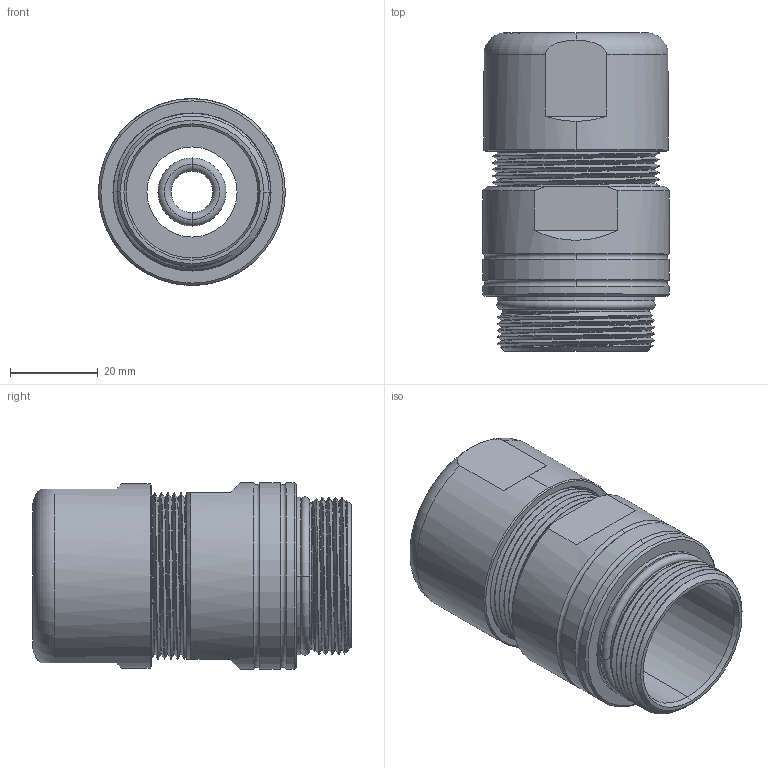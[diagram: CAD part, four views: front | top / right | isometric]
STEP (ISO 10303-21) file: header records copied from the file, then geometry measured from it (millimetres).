
FILE_DESCRIPTION((''),'2;1');
FILE_NAME('M0159','2016-08-01T',('drack.xie'),(''),'PRO/ENGINEER BY PARAMETRIC TECHNOLOGY CORPORATION, 2012230','PRO/ENGINEER BY PARAMETRIC TECHNOLOGY CORPORATION, 2012230','');
FILE_SCHEMA(('CONFIG_CONTROL_DESIGN'));
Length unit declared in the file: millimetre
Products named in the file (1): M0159
Bounding box: 42.5 x 72.5 x 42.5 mm (x, y, z)
Volume: 47237 mm3; surface area: 33329.1 mm2
Topology: 2 solids, 3 shells, 381 faces, 1077 edges, 688 vertices
Faces by surface type: cylinder 149, plane 113, cone 48, torus 44, bspline 27
Entity records: 21809 total; most frequent: CARTESIAN_POINT 12102, ORIENTED_EDGE 2154, DIRECTION 1907, EDGE_CURVE 1077, AXIS2_PLACEMENT_3D 749, VERTEX_POINT 688, EDGE_LOOP 417, VECTOR 409
